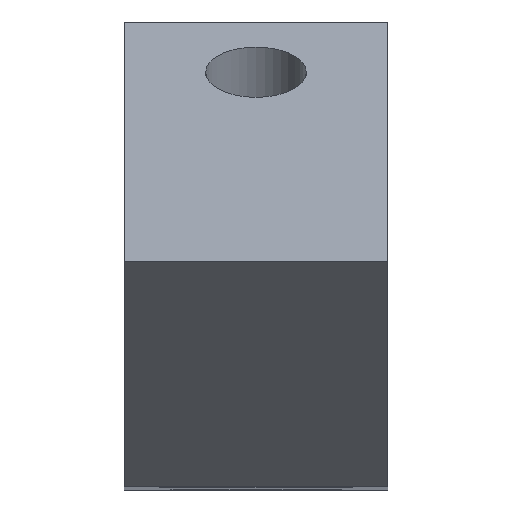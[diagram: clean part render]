
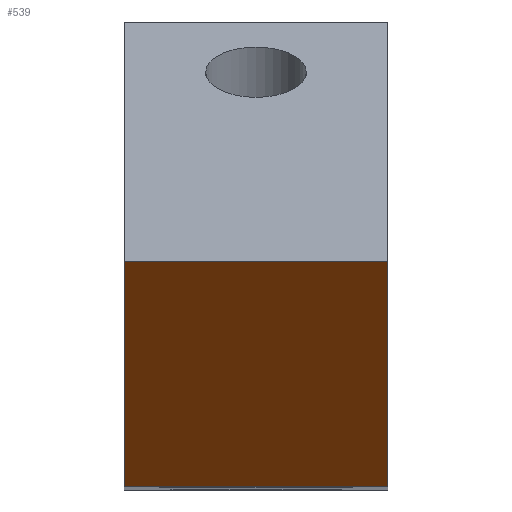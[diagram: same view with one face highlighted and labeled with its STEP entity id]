
A CAD part, top view. The second image highlights one B-rep face of the part: STEP entity #539.
In plain terms, the highlighted planar face has unit normal (0, -0.866, 0.5).
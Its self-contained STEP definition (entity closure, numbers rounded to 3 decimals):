
#55=FACE_OUTER_BOUND('',#86,.T.);
#86=EDGE_LOOP('',(#391,#392,#393,#394));
#135=LINE('',#827,#194);
#136=LINE('',#829,#195);
#137=LINE('',#831,#196);
#138=LINE('',#832,#197);
#194=VECTOR('',#669,10.);
#195=VECTOR('',#670,10.);
#196=VECTOR('',#671,10.);
#197=VECTOR('',#672,10.);
#248=VERTEX_POINT('',#825);
#249=VERTEX_POINT('',#826);
#250=VERTEX_POINT('',#828);
#251=VERTEX_POINT('',#830);
#304=EDGE_CURVE('',#248,#249,#135,.T.);
#305=EDGE_CURVE('',#250,#249,#136,.T.);
#306=EDGE_CURVE('',#251,#250,#137,.T.);
#307=EDGE_CURVE('',#251,#248,#138,.T.);
#391=ORIENTED_EDGE('',*,*,#304,.T.);
#392=ORIENTED_EDGE('',*,*,#305,.F.);
#393=ORIENTED_EDGE('',*,*,#306,.F.);
#394=ORIENTED_EDGE('',*,*,#307,.T.);
#517=PLANE('',#593);
#539=ADVANCED_FACE('',(#55),#517,.T.);
#593=AXIS2_PLACEMENT_3D('',#824,#667,#668);
#667=DIRECTION('center_axis',(0.,-0.866,0.5));
#668=DIRECTION('ref_axis',(0.,0.5,0.866));
#669=DIRECTION('',(0.,-0.5,-0.866));
#670=DIRECTION('',(-1.,0.,0.));
#671=DIRECTION('',(0.,-0.5,-0.866));
#672=DIRECTION('',(-1.,0.,0.));
#824=CARTESIAN_POINT('Origin',(15.901,-10.,94.597));
#825=CARTESIAN_POINT('',(-18.099,19.,144.826));
#826=CARTESIAN_POINT('',(-18.099,-10.,94.597));
#827=CARTESIAN_POINT('',(-18.099,-1.844,108.724));
#828=CARTESIAN_POINT('',(15.901,-10.,94.597));
#829=CARTESIAN_POINT('',(-9.599,-10.,94.597));
#830=CARTESIAN_POINT('',(15.901,19.,144.826));
#831=CARTESIAN_POINT('',(15.901,19.,144.826));
#832=CARTESIAN_POINT('',(15.901,19.,144.826));
